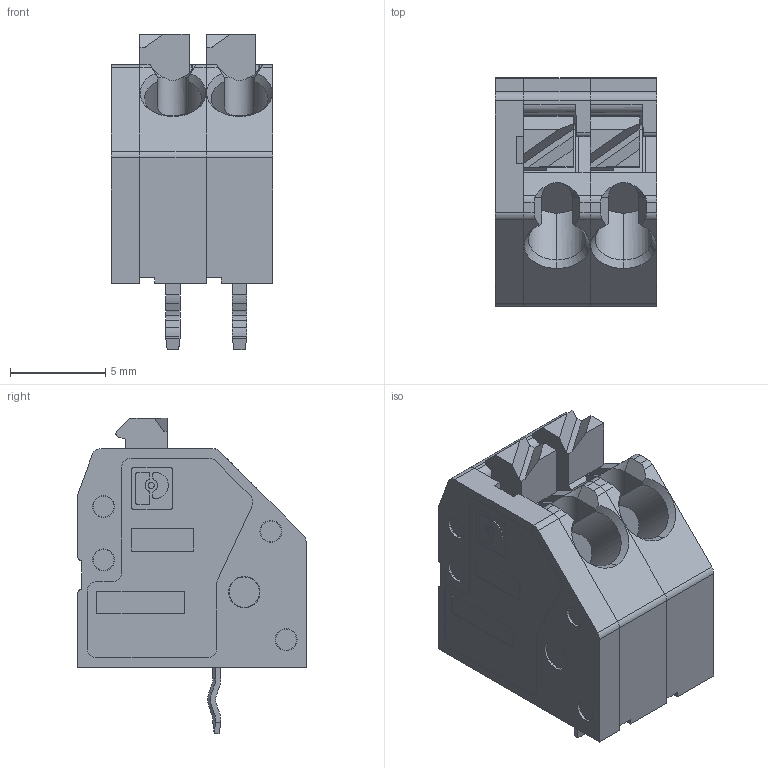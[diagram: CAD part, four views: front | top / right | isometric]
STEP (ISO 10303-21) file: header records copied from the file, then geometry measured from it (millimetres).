
FILE_DESCRIPTION(('STEP AP214'),'1');
FILE_NAME('cctmp_8C8BF11B-3FD0-4513-9AEC-240719B6B393_2023_02_06_13_24_16_0467_5772..stp','2023-02-06T13:24:16',('PHOENIX CONTACT Deutschland GmbH'),('CADClick - www.CADClick.com'),'Spatial InterOp 3D',' ','unknown authorization');
FILE_SCHEMA(('AUTOMOTIVE_DESIGN'));
Length unit declared in the file: millimetre
Products named in the file (6): 2023_02_06_13_24_16_0247; 2023_02_06_13_24_16_0467; 2023_02_06_13_24_16_0451; 2023_02_06_13_24_16_0436; 2023_02_06_13_24_16_0420; 2023_02_06_13_24_16_0404
Assembly tree (5 placements, depth 2):
  2023_02_06_13_24_16_0247
    2023_02_06_13_24_16_0467
    2023_02_06_13_24_16_0451
    2023_02_06_13_24_16_0436
    2023_02_06_13_24_16_0420
    2023_02_06_13_24_16_0404
Bounding box: 8.5 x 12 x 16.6 mm (x, y, z)
Volume: 940.4 mm3; surface area: 1501.8 mm2
Topology: 5 solids, 5 shells, 439 faces, 1154 edges, 756 vertices
Faces by surface type: plane 244, cylinder 141, cone 54
Entity records: 17683 total; most frequent: CARTESIAN_POINT 2817, DIRECTION 2394, ORIENTED_EDGE 2308, EDGE_CURVE 1154, AXIS2_PLACEMENT_3D 811, LINE 772, VECTOR 772, VERTEX_POINT 756
